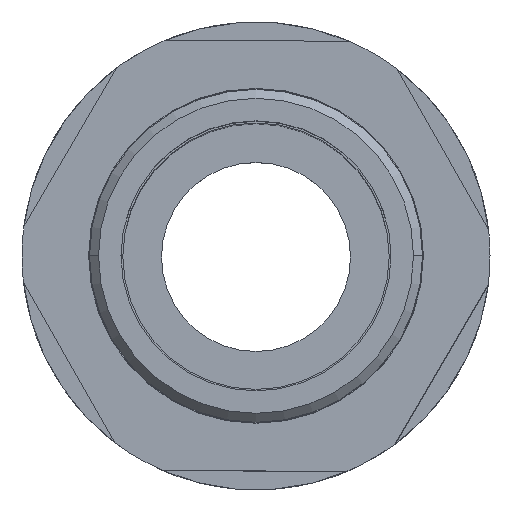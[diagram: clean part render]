
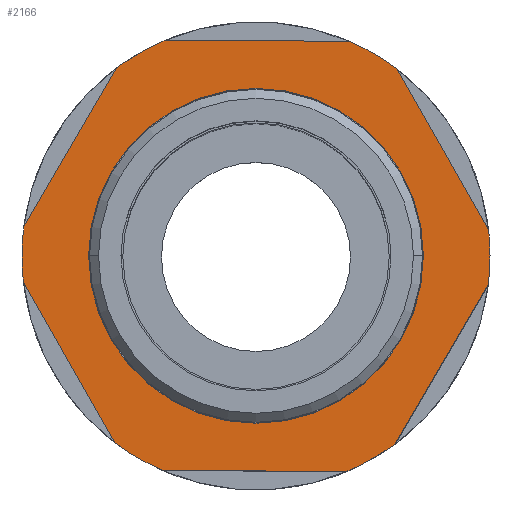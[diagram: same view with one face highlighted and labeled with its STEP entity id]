
A CAD part, top view. The second image highlights one B-rep face of the part: STEP entity #2166.
In plain terms, the highlighted planar face has unit normal (0, 0, 1).
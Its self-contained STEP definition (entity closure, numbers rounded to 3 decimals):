
#54 = FACE_BOUND ( 'NONE', #6021, .T. ) ;
#175 = ORIENTED_EDGE ( 'NONE', *, *, #2409, .F. ) ;
#220 = CARTESIAN_POINT ( 'NONE',  ( 13., 0., 38.7 ) ) ;
#270 = VECTOR ( 'NONE', #5412, 1000. ) ;
#278 = CIRCLE ( 'NONE', #2964, 9.3 ) ;
#351 = DIRECTION ( 'NONE',  ( 0., 0., -1. ) ) ;
#394 = AXIS2_PLACEMENT_3D ( 'NONE', #3257, #351, #3719 ) ;
#399 = LINE ( 'NONE', #807, #4064 ) ;
#577 = DIRECTION ( 'NONE',  ( -0.505, -0.863, 0. ) ) ;
#632 = VERTEX_POINT ( 'NONE', #5403 ) ;
#642 = CARTESIAN_POINT ( 'NONE',  ( 12.9, -1.613, 38.7 ) ) ;
#661 = AXIS2_PLACEMENT_3D ( 'NONE', #4975, #2207, #5417 ) ;
#775 = CARTESIAN_POINT ( 'NONE',  ( -5.053, 11.978, 38.7 ) ) ;
#807 = CARTESIAN_POINT ( 'NONE',  ( 6.965, 11.912, 38.7 ) ) ;
#818 = AXIS2_PLACEMENT_3D ( 'NONE', #5125, #2380, #5587 ) ;
#846 = VECTOR ( 'NONE', #577, 1000. ) ;
#934 = CIRCLE ( 'NONE', #1058, 13. ) ;
#955 = CARTESIAN_POINT ( 'NONE',  ( -9.3, 0., 38.7 ) ) ;
#973 = ORIENTED_EDGE ( 'NONE', *, *, #1977, .F. ) ;
#1000 = CARTESIAN_POINT ( 'NONE',  ( 0., 0., 38.7 ) ) ;
#1025 = CARTESIAN_POINT ( 'NONE',  ( 13.798, -0.076, 38.7 ) ) ;
#1048 = ORIENTED_EDGE ( 'NONE', *, *, #3588, .T. ) ;
#1058 = AXIS2_PLACEMENT_3D ( 'NONE', #4312, #4071, #3210 ) ;
#1086 = VERTEX_POINT ( 'NONE', #1318 ) ;
#1171 = VERTEX_POINT ( 'NONE', #4679 ) ;
#1178 = CARTESIAN_POINT ( 'NONE',  ( 6.834, -11.988, 38.7 ) ) ;
#1190 = ORIENTED_EDGE ( 'NONE', *, *, #3136, .F. ) ;
#1264 = ORIENTED_EDGE ( 'NONE', *, *, #6039, .T. ) ;
#1318 = CARTESIAN_POINT ( 'NONE',  ( 12.916, 1.472, 38.7 ) ) ;
#1322 = VERTEX_POINT ( 'NONE', #2482 ) ;
#1337 = ORIENTED_EDGE ( 'NONE', *, *, #3377, .F. ) ;
#1373 = FACE_OUTER_BOUND ( 'NONE', #4748, .T. ) ;
#1426 = ORIENTED_EDGE ( 'NONE', *, *, #4144, .F. ) ;
#1435 = EDGE_CURVE ( 'NONE', #5679, #3262, #934, .T. ) ;
#1448 = CARTESIAN_POINT ( 'NONE',  ( -7.847, -10.365, 38.7 ) ) ;
#1461 = AXIS2_PLACEMENT_3D ( 'NONE', #4695, #4705, #4716 ) ;
#1493 = DIRECTION ( 'NONE',  ( 1., 0., 0. ) ) ;
#1500 = ORIENTED_EDGE ( 'NONE', *, *, #1435, .F. ) ;
#1544 = VERTEX_POINT ( 'NONE', #220 ) ;
#1574 = CIRCLE ( 'NONE', #394, 13. ) ;
#1786 = ORIENTED_EDGE ( 'NONE', *, *, #5484, .F. ) ;
#1860 = EDGE_CURVE ( 'NONE', #2901, #3114, #5433, .T. ) ;
#1897 = EDGE_CURVE ( 'NONE', #1544, #4607, #3323, .T. ) ;
#1901 = DIRECTION ( 'NONE',  ( 0., 0., -1. ) ) ;
#1977 = EDGE_CURVE ( 'NONE', #1171, #5956, #2880, .T. ) ;
#2009 = CARTESIAN_POINT ( 'NONE',  ( -13., 0., 38.7 ) ) ;
#2057 = CIRCLE ( 'NONE', #661, 9.3 ) ;
#2166 = ADVANCED_FACE ( 'NONE', ( #54, #1373 ), #2197, .T. ) ;
#2197 = PLANE ( 'NONE',  #2935 ) ;
#2207 = DIRECTION ( 'NONE',  ( 0., 0., 1. ) ) ;
#2380 = DIRECTION ( 'NONE',  ( 0., 0., -1. ) ) ;
#2409 = EDGE_CURVE ( 'NONE', #2901, #5679, #5007, .T. ) ;
#2418 = AXIS2_PLACEMENT_3D ( 'NONE', #5146, #5199, #5238 ) ;
#2470 = ORIENTED_EDGE ( 'NONE', *, *, #2934, .T. ) ;
#2482 = CARTESIAN_POINT ( 'NONE',  ( -5.184, -11.922, 38.7 ) ) ;
#2608 = CARTESIAN_POINT ( 'NONE',  ( 0., 0., 38.7 ) ) ;
#2617 = ORIENTED_EDGE ( 'NONE', *, *, #1860, .T. ) ;
#2679 = CARTESIAN_POINT ( 'NONE',  ( -12.916, -1.472, 38.7 ) ) ;
#2681 = DIRECTION ( 'NONE',  ( 1., 0., 0. ) ) ;
#2730 = DIRECTION ( 'NONE',  ( 0., 0., -1. ) ) ;
#2880 = CIRCLE ( 'NONE', #2418, 13. ) ;
#2901 = VERTEX_POINT ( 'NONE', #2679 ) ;
#2934 = EDGE_CURVE ( 'NONE', #1322, #2952, #5281, .T. ) ;
#2935 = AXIS2_PLACEMENT_3D ( 'NONE', #5392, #5413, #2681 ) ;
#2952 = VERTEX_POINT ( 'NONE', #4093 ) ;
#2964 = AXIS2_PLACEMENT_3D ( 'NONE', #2608, #5813, #3082 ) ;
#2966 = VERTEX_POINT ( 'NONE', #775 ) ;
#3024 = VECTOR ( 'NONE', #4262, 1000. ) ;
#3082 = DIRECTION ( 'NONE',  ( 1., 0., 0. ) ) ;
#3114 = VERTEX_POINT ( 'NONE', #1448 ) ;
#3136 = EDGE_CURVE ( 'NONE', #5526, #2952, #5830, .T. ) ;
#3198 = AXIS2_PLACEMENT_3D ( 'NONE', #5462, #2730, #5932 ) ;
#3210 = DIRECTION ( 'NONE',  ( 1., 0., 0. ) ) ;
#3239 = CARTESIAN_POINT ( 'NONE',  ( -12.9, 1.613, 38.7 ) ) ;
#3257 = CARTESIAN_POINT ( 'NONE',  ( 0., 0., 38.7 ) ) ;
#3262 = VERTEX_POINT ( 'NONE', #3239 ) ;
#3287 = ORIENTED_EDGE ( 'NONE', *, *, #5816, .F. ) ;
#3323 = CIRCLE ( 'NONE', #1461, 13. ) ;
#3337 = CIRCLE ( 'NONE', #818, 13. ) ;
#3377 = EDGE_CURVE ( 'NONE', #1322, #3114, #3337, .T. ) ;
#3405 = LINE ( 'NONE', #3930, #846 ) ;
#3434 = ORIENTED_EDGE ( 'NONE', *, *, #1897, .F. ) ;
#3478 = VECTOR ( 'NONE', #4450, 1000. ) ;
#3551 = VERTEX_POINT ( 'NONE', #3917 ) ;
#3588 = EDGE_CURVE ( 'NONE', #5526, #4607, #4529, .T. ) ;
#3626 = CARTESIAN_POINT ( 'NONE',  ( -6.965, -11.912, 38.7 ) ) ;
#3719 = DIRECTION ( 'NONE',  ( 1., 0., 0. ) ) ;
#3806 = CARTESIAN_POINT ( 'NONE',  ( 7.847, 10.365, 38.7 ) ) ;
#3917 = CARTESIAN_POINT ( 'NONE',  ( 9.3, 0., 38.7 ) ) ;
#3930 = CARTESIAN_POINT ( 'NONE',  ( -6.834, 11.988, 38.7 ) ) ;
#4064 = VECTOR ( 'NONE', #5037, 1000. ) ;
#4071 = DIRECTION ( 'NONE',  ( 0., 0., -1. ) ) ;
#4093 = CARTESIAN_POINT ( 'NONE',  ( 5.053, -11.978, 38.7 ) ) ;
#4130 = ORIENTED_EDGE ( 'NONE', *, *, #4593, .T. ) ;
#4144 = EDGE_CURVE ( 'NONE', #5958, #3551, #2057, .T. ) ;
#4200 = CIRCLE ( 'NONE', #3198, 13. ) ;
#4243 = CARTESIAN_POINT ( 'NONE',  ( -13.798, 0.076, 38.7 ) ) ;
#4262 = DIRECTION ( 'NONE',  ( 0.495, -0.869, 0. ) ) ;
#4289 = DIRECTION ( 'NONE',  ( 0., 0., -1. ) ) ;
#4299 = DIRECTION ( 'NONE',  ( -0.495, 0.869, 0. ) ) ;
#4312 = CARTESIAN_POINT ( 'NONE',  ( 0., 0., 38.7 ) ) ;
#4450 = DIRECTION ( 'NONE',  ( 0.505, 0.863, 0. ) ) ;
#4481 = VECTOR ( 'NONE', #4299, 1000. ) ;
#4529 = LINE ( 'NONE', #1178, #3478 ) ;
#4564 = ORIENTED_EDGE ( 'NONE', *, *, #5839, .T. ) ;
#4593 = EDGE_CURVE ( 'NONE', #632, #3262, #3405, .T. ) ;
#4607 = VERTEX_POINT ( 'NONE', #642 ) ;
#4679 = CARTESIAN_POINT ( 'NONE',  ( 5.184, 11.922, 38.7 ) ) ;
#4695 = CARTESIAN_POINT ( 'NONE',  ( 0., 0., 38.7 ) ) ;
#4702 = CARTESIAN_POINT ( 'NONE',  ( 0., 0., 38.7 ) ) ;
#4705 = DIRECTION ( 'NONE',  ( 0., 0., -1. ) ) ;
#4716 = DIRECTION ( 'NONE',  ( 1., 0., 0. ) ) ;
#4748 = EDGE_LOOP ( 'NONE', ( #1264, #973, #4564, #1786, #4130, #1500, #175, #2617, #1337, #2470, #1190, #1048, #3434, #3287 ) ) ;
#4774 = LINE ( 'NONE', #1025, #4481 ) ;
#4975 = CARTESIAN_POINT ( 'NONE',  ( 0., 0., 38.7 ) ) ;
#4989 = EDGE_CURVE ( 'NONE', #3551, #5958, #278, .T. ) ;
#5007 = CIRCLE ( 'NONE', #5696, 13. ) ;
#5037 = DIRECTION ( 'NONE',  ( -1., 0.005, 0. ) ) ;
#5125 = CARTESIAN_POINT ( 'NONE',  ( 0., 0., 38.7 ) ) ;
#5138 = DIRECTION ( 'NONE',  ( 1., 0., 0. ) ) ;
#5146 = CARTESIAN_POINT ( 'NONE',  ( 0., 0., 38.7 ) ) ;
#5199 = DIRECTION ( 'NONE',  ( 0., 0., -1. ) ) ;
#5238 = DIRECTION ( 'NONE',  ( 1., 0., 0. ) ) ;
#5264 = ORIENTED_EDGE ( 'NONE', *, *, #4989, .F. ) ;
#5281 = LINE ( 'NONE', #3626, #270 ) ;
#5392 = CARTESIAN_POINT ( 'NONE',  ( 0., 0., 38.7 ) ) ;
#5403 = CARTESIAN_POINT ( 'NONE',  ( -7.733, 10.45, 38.7 ) ) ;
#5412 = DIRECTION ( 'NONE',  ( 1., -0.005, 0. ) ) ;
#5413 = DIRECTION ( 'NONE',  ( 0., 0., 1. ) ) ;
#5417 = DIRECTION ( 'NONE',  ( 1., 0., 0. ) ) ;
#5433 = LINE ( 'NONE', #4243, #3024 ) ;
#5462 = CARTESIAN_POINT ( 'NONE',  ( 0., 0., 38.7 ) ) ;
#5484 = EDGE_CURVE ( 'NONE', #632, #2966, #1574, .T. ) ;
#5526 = VERTEX_POINT ( 'NONE', #5533 ) ;
#5533 = CARTESIAN_POINT ( 'NONE',  ( 7.733, -10.45, 38.7 ) ) ;
#5587 = DIRECTION ( 'NONE',  ( 1., 0., 0. ) ) ;
#5679 = VERTEX_POINT ( 'NONE', #2009 ) ;
#5696 = AXIS2_PLACEMENT_3D ( 'NONE', #4702, #1901, #5138 ) ;
#5813 = DIRECTION ( 'NONE',  ( 0., 0., 1. ) ) ;
#5816 = EDGE_CURVE ( 'NONE', #1086, #1544, #4200, .T. ) ;
#5830 = CIRCLE ( 'NONE', #6059, 13. ) ;
#5839 = EDGE_CURVE ( 'NONE', #1171, #2966, #399, .T. ) ;
#5932 = DIRECTION ( 'NONE',  ( 1., 0., 0. ) ) ;
#5956 = VERTEX_POINT ( 'NONE', #3806 ) ;
#5958 = VERTEX_POINT ( 'NONE', #955 ) ;
#6021 = EDGE_LOOP ( 'NONE', ( #5264, #1426 ) ) ;
#6039 = EDGE_CURVE ( 'NONE', #1086, #5956, #4774, .T. ) ;
#6059 = AXIS2_PLACEMENT_3D ( 'NONE', #1000, #4289, #1493 ) ;
